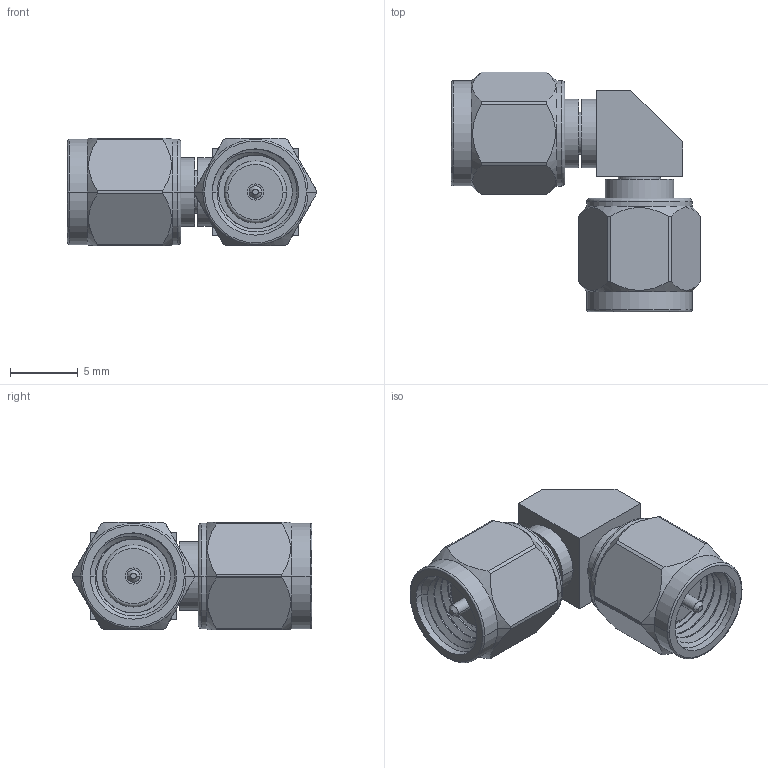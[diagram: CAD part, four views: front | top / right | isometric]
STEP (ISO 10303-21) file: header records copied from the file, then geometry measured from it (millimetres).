
FILE_DESCRIPTION (( 'STEP AP203' ), '1' );
FILE_NAME ('SM5255.step', '2019-04-01T15:45:53', ( '' ), ( '' ), 'SwSTEP 2.0', 'SolidWorks 2017', '' );
FILE_SCHEMA (( 'CONFIG_CONTROL_DESIGN' ));
Length unit declared in the file: inch
Products named in the file (1): SM5255
Bounding box: 18.34 x 17.63 x 7.92 mm (x, y, z)
Volume: 981 mm3; surface area: 1171 mm2
Topology: 1 solids, 1 shells, 146 faces, 345 edges, 218 vertices
Faces by surface type: cylinder 70, plane 36, cone 22, torus 12, bspline 6
Entity records: 6306 total; most frequent: CARTESIAN_POINT 2968, ORIENTED_EDGE 690, DIRECTION 687, EDGE_CURVE 345, AXIS2_PLACEMENT_3D 285, VERTEX_POINT 218, EDGE_LOOP 163, ADVANCED_FACE 146
